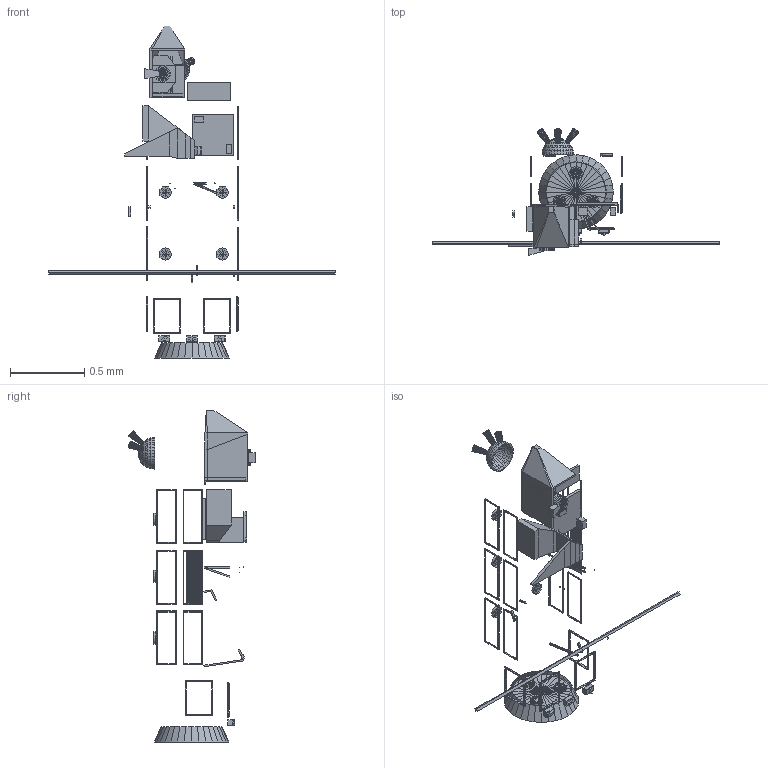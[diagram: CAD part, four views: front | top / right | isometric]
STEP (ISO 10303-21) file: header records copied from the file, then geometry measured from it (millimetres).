
FILE_DESCRIPTION(('Aspose.CAD STEP Model'),'2;1');
FILE_NAME('','2024',(''),(''),'','Aspose.CAD','');
FILE_SCHEMA(('AUTOMOTIVE_DESIGN'));
Products named in the file (2): Unnamed; Brep shape
Bounding box: 1.93 x 0.86 x 2.24 mm (x, y, z)
Volume: 0 mm3; surface area: 3 mm2
Topology: 24 solids, 79 shells, 2242 faces, 4557 edges, 2400 vertices
Faces by surface type: plane 2242
Entity records: 47614 total; most frequent: CARTESIAN_POINT 7143, AXIS2_PLACEMENT_3D 6799, POLY_LOOP 6797, FACE_OUTER_BOUND 6797, PLANE 6797, FACE_SURFACE 6797, DIRECTION 6470, PRODUCT 2
